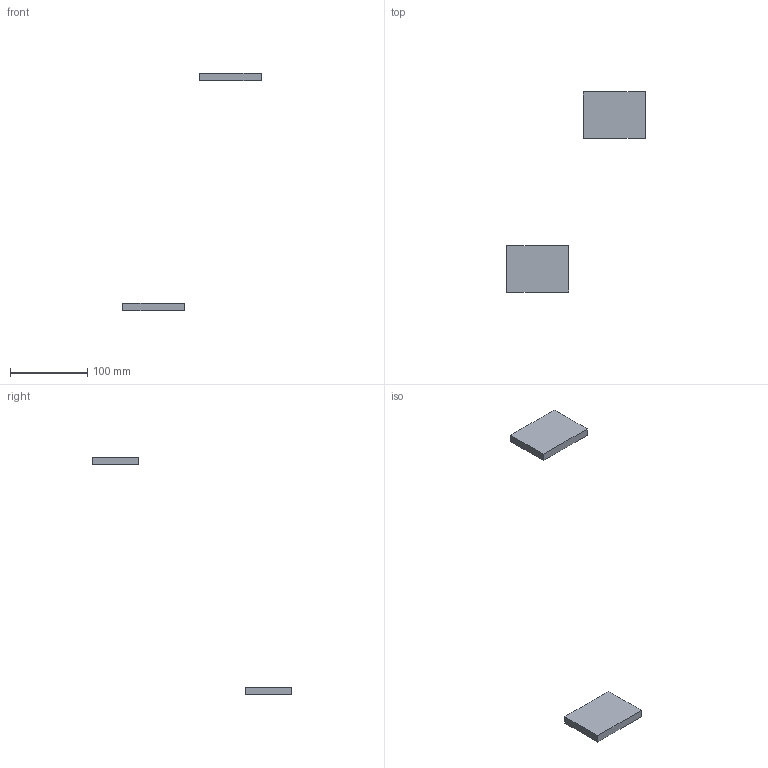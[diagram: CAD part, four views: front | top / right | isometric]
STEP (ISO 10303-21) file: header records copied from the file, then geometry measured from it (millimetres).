
FILE_DESCRIPTION(('Open CASCADE Model'),'2;1');
FILE_NAME('Open CASCADE Shape Model','2024-03-18T00:18:10',('Author'),( 'Open CASCADE'),'Open CASCADE STEP processor 7.7','Open CASCADE 7.7' ,'Unknown');
FILE_SCHEMA(('AUTOMOTIVE_DESIGN { 1 0 10303 214 1 1 1 1 }'));
Length unit declared in the file: millimetre
Products named in the file (5): 876dfb24-e4de-11ee-b9c5-38d57a2204c9; test; test_part; test2; test2_part
Assembly tree (4 placements, depth 3):
  876dfb24-e4de-11ee-b9c5-38d57a2204c9
    test
      test_part
    test2
      test2_part
Bounding box: 179 x 258 x 307 mm (x, y, z)
Volume: 96000 mm3; surface area: 24800 mm2
Topology: 2 solids, 2 shells, 12 faces, 24 edges, 16 vertices
Faces by surface type: plane 12
Entity records: 709 total; most frequent: DIRECTION 106, CARTESIAN_POINT 105, LINE 72, VECTOR 72, ORIENTED_EDGE 48, PCURVE 48, DEFINITIONAL_REPRESENTATION 48, EDGE_CURVE 24
